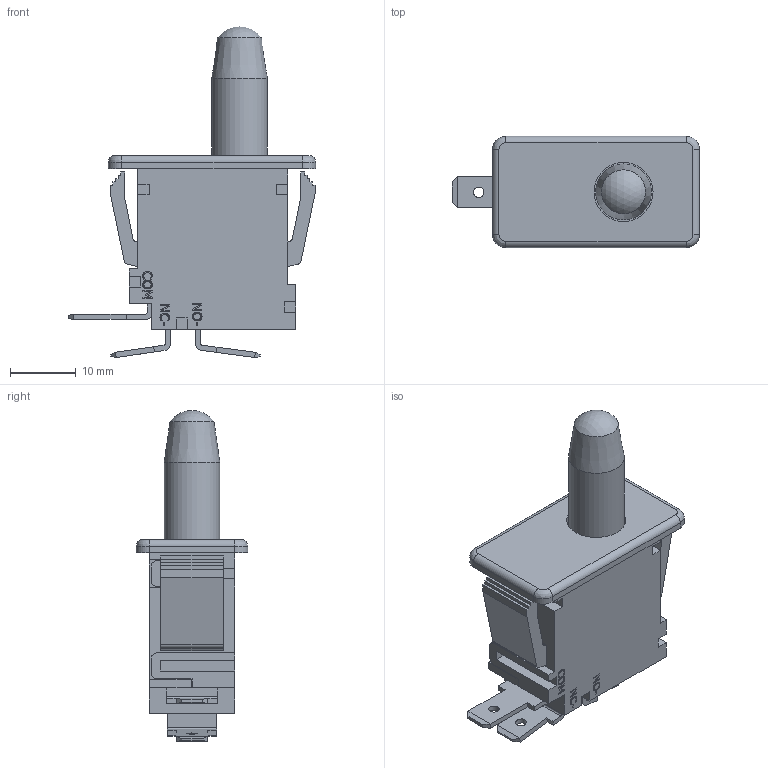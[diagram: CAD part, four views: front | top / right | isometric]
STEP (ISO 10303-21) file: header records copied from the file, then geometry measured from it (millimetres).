
FILE_DESCRIPTION(/* description */ (''),/* implementation_level */ '2;1');
FILE_NAME(/* name */ 'PP1-DB7-xAx.stp',/* time_stamp */ '2025-05-28T11:08:54-05:00',/* author */ ('mroman'),/* organization */ (''),/* preprocessor_version */ 'ST-DEVELOPER v18.1',/* originating_system */ 'Autodesk Inventor 2022',/* authorisation */ '');
FILE_SCHEMA (('AUTOMOTIVE_DESIGN { 1 0 10303 214 3 1 1 }'));
Length unit declared in the file: centimetre
Products named in the file (1): PP1-DB7-xAx
Bounding box: 37.7 x 17 x 50.51 mm (x, y, z)
Volume: 9938.6 mm3; surface area: 5019.4 mm2
Topology: 1 solids, 1 shells, 313 faces, 866 edges, 571 vertices
Faces by surface type: plane 224, bspline 54, cylinder 33, cone 1, sphere 1
Full cylindrical faces by diameter (mm): 1.6 x3, 8.5 x1, 9 x1
Entity records: 10182 total; most frequent: CARTESIAN_POINT 2433, ORIENTED_EDGE 1732, DIRECTION 1357, EDGE_CURVE 866, LINE 695, VECTOR 695, VERTEX_POINT 571, EDGE_LOOP 335
